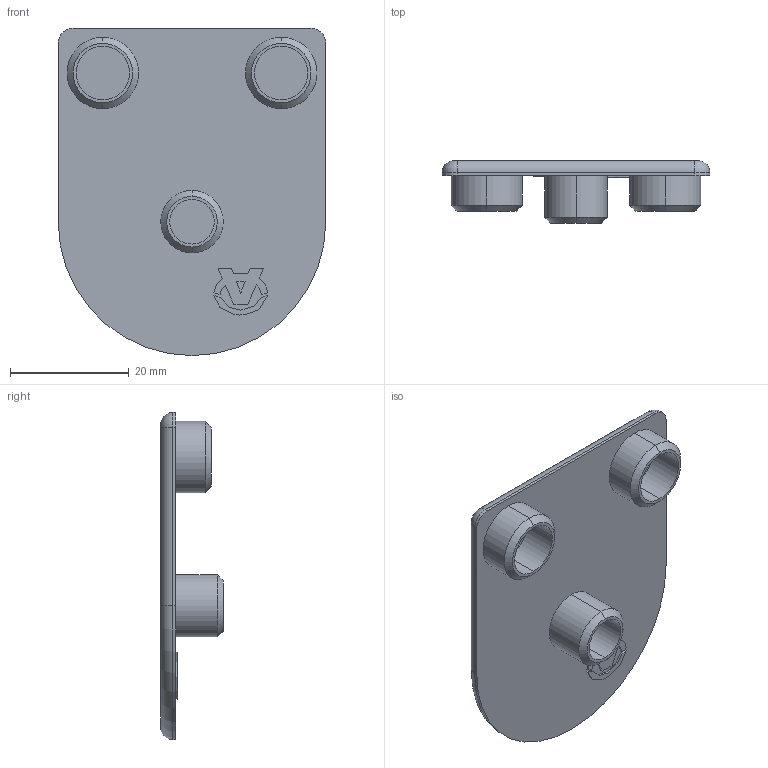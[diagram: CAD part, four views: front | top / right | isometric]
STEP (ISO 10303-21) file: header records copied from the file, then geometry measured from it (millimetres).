
FILE_DESCRIPTION (( 'STEP AP203' ), '1' );
FILE_NAME ('084.201.060.STEP', '2014-12-02T14:42:52', ( '' ), ( '' ), 'SwSTEP 2.0', 'SolidWorks 2012', '' );
FILE_SCHEMA (( 'CONFIG_CONTROL_DESIGN' ));
Length unit declared in the file: millimetre
Products named in the file (1): 084.201.060
Bounding box: 45 x 10.5 x 55 mm (x, y, z)
Volume: 6380.9 mm3; surface area: 5996.8 mm2
Topology: 1 solids, 1 shells, 91 faces, 228 edges, 148 vertices
Faces by surface type: plane 63, cylinder 19, cone 6, torus 3
Entity records: 2770 total; most frequent: CARTESIAN_POINT 468, DIRECTION 459, ORIENTED_EDGE 456, EDGE_CURVE 228, VECTOR 181, LINE 181, VERTEX_POINT 148, AXIS2_PLACEMENT_3D 139
